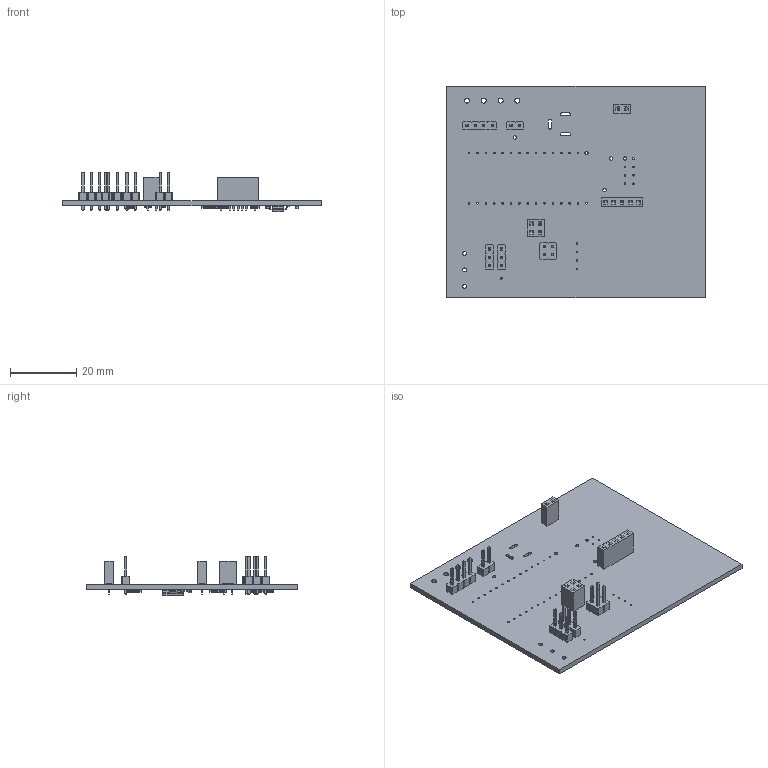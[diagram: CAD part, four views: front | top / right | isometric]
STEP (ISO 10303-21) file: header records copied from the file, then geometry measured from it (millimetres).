
FILE_DESCRIPTION(('KiCad electronic assembly'),'2;1');
FILE_NAME('project_teplicca.step','2022-08-24T14:54:25',('Pcbnew'),( 'Kicad'),'Open CASCADE STEP processor 7.6','KiCad to STEP converter' ,'Unknown');
FILE_SCHEMA(('AUTOMOTIVE_DESIGN { 1 0 10303 214 1 1 1 1 }'));
Length unit declared in the file: millimetre
Products named in the file (27): project_teplicca 1; PinHeader_1x03_P2.54mm_Vertical; SOLID; PinSocket_1x02_P2.54mm_Vertical; PinSocket_2x02_P2.54mm_Vertical; PinHeader_1x04_P2.54mm_Vertical; PinHeader_2x02_P2.54mm_Vertical; PinSocket_1x05_P2.54mm_Vertical; PinHeader_1x02_P2.54mm_Vertical; R_2010_5025Metric; R_0805_2012Metric; C_0603_1608Metric; SOT-223; project_teplicca PCB; project_teplicca 2; project_teplicca 3; project_teplicca 4
Assembly tree (31 placements, depth 3):
  project_teplicca 1
    PinHeader_1x03_P2.54mm_Vertical  x2
      SOLID
    PinSocket_1x02_P2.54mm_Vertical
      SOLID
    PinSocket_2x02_P2.54mm_Vertical
      SOLID
    PinHeader_1x04_P2.54mm_Vertical
      SOLID
    PinHeader_2x02_P2.54mm_Vertical
      SOLID
    PinSocket_1x05_P2.54mm_Vertical
      SOLID
    PinHeader_1x02_P2.54mm_Vertical
      SOLID
    R_2010_5025Metric  x5
      SOLID
    R_0805_2012Metric  x3
      SOLID
    C_0603_1608Metric  x2
      SOLID
    SOT-223
      SOLID
    project_teplicca PCB
  project_teplicca 2
  project_teplicca 3
  project_teplicca 4
Bounding box: 78.23 x 64.01 x 11.94 mm (x, y, z)
Volume: 8796 mm3; surface area: 12665.8 mm2
Topology: 20 solids, 20 shells, 1203 faces, 3050 edges, 1956 vertices
Faces by surface type: bspline 1105, cylinder 86, plane 12
Full cylindrical faces by diameter (mm): 0.5 x49, 1 x23, 1.016 x1, 1.2 x3, 1.52 x4
Entity records: 60045 total; most frequent: CARTESIAN_POINT 20070, B_SPLINE_CURVE_WITH_KNOTS 6130, ORIENTED_EDGE 4780, PCURVE 4780, DEFINITIONAL_REPRESENTATION 4780, EDGE_CURVE 2390, SURFACE_CURVE 2310, VERTEX_POINT 1532
